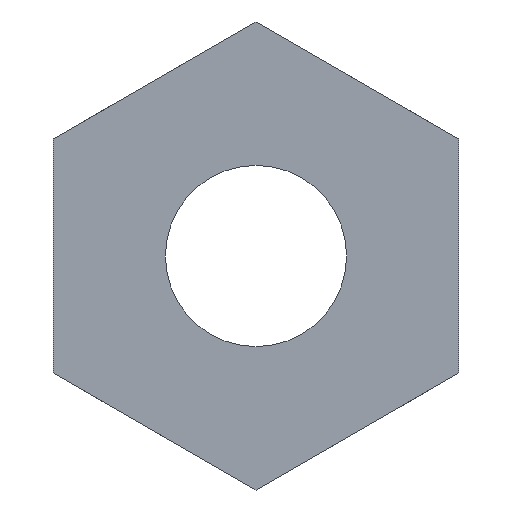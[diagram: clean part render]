
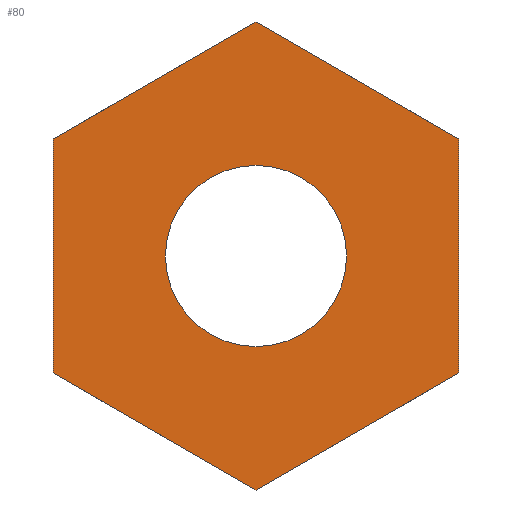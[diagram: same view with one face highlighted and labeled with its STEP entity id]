
A CAD part, front view. The second image highlights one B-rep face of the part: STEP entity #80.
In plain terms, the highlighted planar face has unit normal (0, -1, 0).
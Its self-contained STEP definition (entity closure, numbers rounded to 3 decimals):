
#80 = ADVANCED_FACE( '', ( #103, #104 ), #105, .F. );
#103 = FACE_BOUND( '', #142, .T. );
#104 = FACE_OUTER_BOUND( '', #143, .T. );
#105 = PLANE( '', #144 );
#142 = EDGE_LOOP( '', ( #211 ) );
#143 = EDGE_LOOP( '', ( #212, #213, #214, #215, #216, #217 ) );
#144 = AXIS2_PLACEMENT_3D( '', #218, #219, #220 );
#211 = ORIENTED_EDGE( '', *, *, #311, .F. );
#212 = ORIENTED_EDGE( '', *, *, #312, .T. );
#213 = ORIENTED_EDGE( '', *, *, #304, .F. );
#214 = ORIENTED_EDGE( '', *, *, #308, .F. );
#215 = ORIENTED_EDGE( '', *, *, #291, .F. );
#216 = ORIENTED_EDGE( '', *, *, #296, .F. );
#217 = ORIENTED_EDGE( '', *, *, #300, .F. );
#218 = CARTESIAN_POINT( '', ( 6.907, 0., 0. ) );
#219 = DIRECTION( '', ( 0., 1., 0. ) );
#220 = DIRECTION( '', ( 0., 0., 1. ) );
#291 = EDGE_CURVE( '', #325, #327, #328, .T. );
#296 = EDGE_CURVE( '', #335, #325, #337, .T. );
#300 = EDGE_CURVE( '', #342, #335, #344, .T. );
#304 = EDGE_CURVE( '', #349, #351, #352, .T. );
#308 = EDGE_CURVE( '', #327, #349, #358, .T. );
#311 = EDGE_CURVE( '', #362, #362, #363, .T. );
#312 = EDGE_CURVE( '', #342, #351, #364, .T. );
#325 = VERTEX_POINT( '', #381 );
#327 = VERTEX_POINT( '', #384 );
#328 = LINE( '', #385, #386 );
#335 = VERTEX_POINT( '', #404 );
#337 = LINE( '', #407, #408 );
#342 = VERTEX_POINT( '', #421 );
#344 = LINE( '', #424, #425 );
#349 = VERTEX_POINT( '', #438 );
#351 = VERTEX_POINT( '', #441 );
#352 = LINE( '', #442, #443 );
#358 = LINE( '', #458, #459 );
#362 = VERTEX_POINT( '', #471 );
#363 = CIRCLE( '', #472, 1.23 );
#364 = LINE( '', #473, #474 );
#381 = CARTESIAN_POINT( '', ( -2.75, 0., -1.588 ) );
#384 = CARTESIAN_POINT( '', ( -2.75, 0., 1.588 ) );
#385 = CARTESIAN_POINT( '', ( -2.75, 0., -1.588 ) );
#386 = VECTOR( '', #501, 1000. );
#404 = CARTESIAN_POINT( '', ( 0., 0., -3.175 ) );
#407 = CARTESIAN_POINT( '', ( 0., 0., -3.175 ) );
#408 = VECTOR( '', #504, 1000. );
#421 = CARTESIAN_POINT( '', ( 2.75, 0., -1.588 ) );
#424 = CARTESIAN_POINT( '', ( 2.75, 0., -1.588 ) );
#425 = VECTOR( '', #506, 1000. );
#438 = CARTESIAN_POINT( '', ( 0., 0., 3.175 ) );
#441 = CARTESIAN_POINT( '', ( 2.75, 0., 1.588 ) );
#442 = CARTESIAN_POINT( '', ( 0., 0., 3.175 ) );
#443 = VECTOR( '', #508, 1000. );
#458 = CARTESIAN_POINT( '', ( -2.75, 0., 1.588 ) );
#459 = VECTOR( '', #510, 1000. );
#471 = CARTESIAN_POINT( '', ( 0., 0., -1.23 ) );
#472 = AXIS2_PLACEMENT_3D( '', #511, #512, #513 );
#473 = CARTESIAN_POINT( '', ( 2.75, 0., 0. ) );
#474 = VECTOR( '', #514, 1000. );
#501 = DIRECTION( '', ( 0., 0., 1. ) );
#504 = DIRECTION( '', ( -0.866, 0., 0.5 ) );
#506 = DIRECTION( '', ( -0.866, 0., -0.5 ) );
#508 = DIRECTION( '', ( 0.866, 0., -0.5 ) );
#510 = DIRECTION( '', ( 0.866, 0., 0.5 ) );
#511 = CARTESIAN_POINT( '', ( 0., 0., 0. ) );
#512 = DIRECTION( '', ( 0., -1., 0. ) );
#513 = DIRECTION( '', ( 0., 0., -1. ) );
#514 = DIRECTION( '', ( 0., 0., 1. ) );
